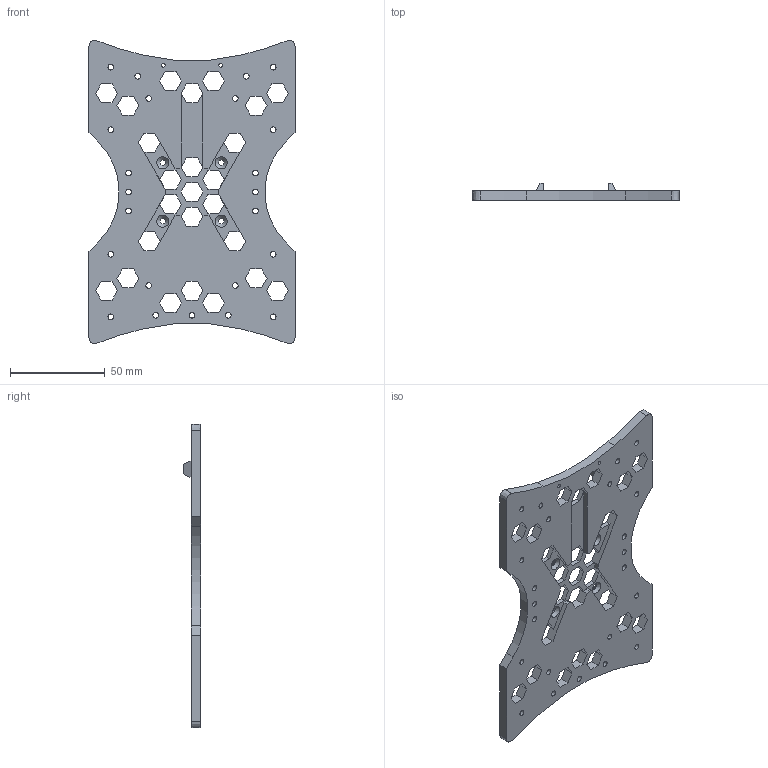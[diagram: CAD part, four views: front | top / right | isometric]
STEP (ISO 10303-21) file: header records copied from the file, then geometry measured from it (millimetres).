
FILE_DESCRIPTION(/* description */ (''),/* implementation_level */ '2;1');
FILE_NAME(/* name */ 'Body Middle v10.step',/* time_stamp */ '2022-01-19T17:30:28+02:00',/* author */ (''),/* organization */ (''),/* preprocessor_version */ 'ST-DEVELOPER v18.1',/* originating_system */ 'Autodesk Translation Framework v10.10.0.1391',/* authorisation */ '');
FILE_SCHEMA (('AUTOMOTIVE_DESIGN { 1 0 10303 214 3 1 1 }'));
Length unit declared in the file: millimetre
Products named in the file (1): Body Middle
Bounding box: 108.58 x 9 x 159.81 mm (x, y, z)
Volume: 58116.4 mm3; surface area: 32810 mm2
Topology: 1 solids, 1 shells, 268 faces, 795 edges, 524 vertices
Faces by surface type: plane 219, cylinder 33, bspline 12, cone 4
Full cylindrical faces by diameter (mm): 2 x2, 3 x27
Entity records: 9353 total; most frequent: CARTESIAN_POINT 1984, ORIENTED_EDGE 1590, DIRECTION 1347, EDGE_CURVE 795, LINE 693, VECTOR 693, VERTEX_POINT 524, EDGE_LOOP 371
